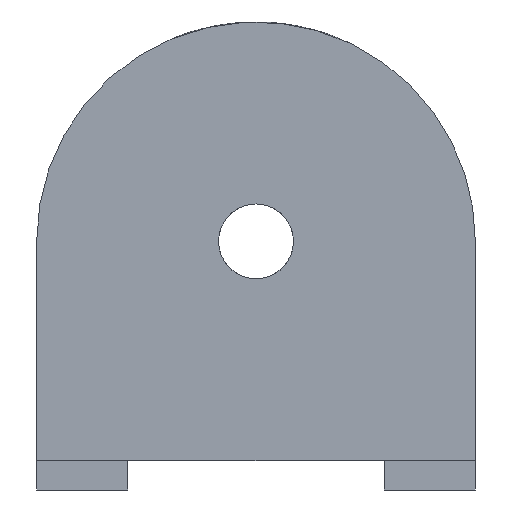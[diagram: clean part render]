
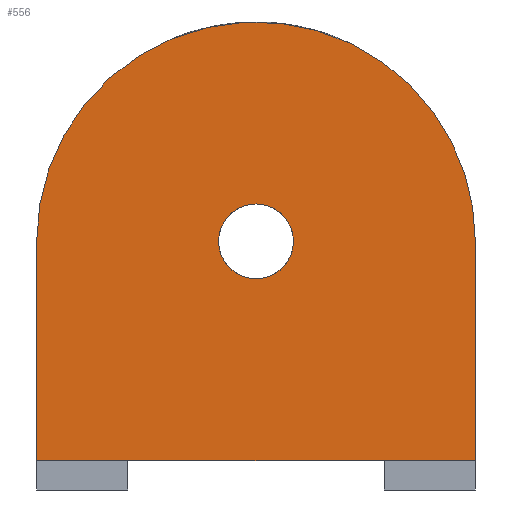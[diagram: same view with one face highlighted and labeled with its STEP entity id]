
A CAD part, left-side view. The second image highlights one B-rep face of the part: STEP entity #556.
In plain terms, the highlighted planar face has unit normal (-1, 0, 0).
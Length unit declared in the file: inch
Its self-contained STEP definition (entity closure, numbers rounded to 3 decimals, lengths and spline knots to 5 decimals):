
#137=CARTESIAN_POINT('',(-0.719,-0.53033,1.28033));
#138=VERTEX_POINT('',#137);
#154=CARTESIAN_POINT('',(-0.719,0.75,0.75));
#155=VERTEX_POINT('',#154);
#162=CARTESIAN_POINT('',(-0.719,0.,0.75));
#163=DIRECTION('',(1.0,0.,0.));
#164=DIRECTION('',(0.,-0.707,0.707));
#165=AXIS2_PLACEMENT_3D('',#162,#163,#164);
#166=CIRCLE('',#165,0.75);
#167=EDGE_CURVE('',#155,#138,#166,.T.);
#239=CARTESIAN_POINT('',(-0.719,0.128,0.75));
#240=VERTEX_POINT('',#239);
#249=CARTESIAN_POINT('',(-0.719,-0.128,0.75));
#250=VERTEX_POINT('',#249);
#251=CARTESIAN_POINT('',(-0.719,0.,0.75));
#252=DIRECTION('',(-1.0,0.0,0.0));
#253=DIRECTION('',(0.0,1.0,0.0));
#254=AXIS2_PLACEMENT_3D('',#251,#252,#253);
#255=CIRCLE('',#254,0.128);
#256=EDGE_CURVE('',#240,#250,#255,.T.);
#507=CARTESIAN_POINT('',(-0.719,0.,0.75));
#508=DIRECTION('',(-1.0,0.0,0.0));
#509=DIRECTION('',(0.0,0.0,1.0));
#510=AXIS2_PLACEMENT_3D('',#507,#508,#509);
#511=PLANE('',#510);
#512=ORIENTED_EDGE('',*,*,#167,.F.);
#513=CARTESIAN_POINT('',(-0.719,0.75,0.));
#514=VERTEX_POINT('',#513);
#515=CARTESIAN_POINT('',(-0.719,0.75,0.));
#516=DIRECTION('',(0.0,0.0,1.0));
#517=VECTOR('',#516,0.75);
#518=LINE('',#515,#517);
#519=EDGE_CURVE('',#514,#155,#518,.T.);
#520=ORIENTED_EDGE('',*,*,#519,.F.);
#521=CARTESIAN_POINT('',(-0.719,-0.75,0.));
#522=VERTEX_POINT('',#521);
#523=CARTESIAN_POINT('',(-0.719,-0.75,0.));
#524=DIRECTION('',(0.0,1.0,0.0));
#525=VECTOR('',#524,1.5);
#526=LINE('',#523,#525);
#527=EDGE_CURVE('',#522,#514,#526,.T.);
#528=ORIENTED_EDGE('',*,*,#527,.F.);
#529=CARTESIAN_POINT('',(-0.719,-0.75,0.75));
#530=VERTEX_POINT('',#529);
#531=CARTESIAN_POINT('',(-0.719,-0.75,0.75));
#532=DIRECTION('',(0.0,0.0,-1.0));
#533=VECTOR('',#532,0.75);
#534=LINE('',#531,#533);
#535=EDGE_CURVE('',#530,#522,#534,.T.);
#536=ORIENTED_EDGE('',*,*,#535,.F.);
#537=CARTESIAN_POINT('',(-0.719,0.,0.75));
#538=DIRECTION('',(1.0,0.,0.));
#539=DIRECTION('',(0.,-0.707,0.707));
#540=AXIS2_PLACEMENT_3D('',#537,#538,#539);
#541=CIRCLE('',#540,0.75);
#542=EDGE_CURVE('',#138,#530,#541,.T.);
#543=ORIENTED_EDGE('',*,*,#542,.F.);
#544=EDGE_LOOP('',(#512,#520,#528,#536,#543));
#545=FACE_OUTER_BOUND('',#544,.T.);
#546=CARTESIAN_POINT('',(-0.719,0.,0.75));
#547=DIRECTION('',(-1.0,0.0,0.0));
#548=DIRECTION('',(0.0,1.0,0.0));
#549=AXIS2_PLACEMENT_3D('',#546,#547,#548);
#550=CIRCLE('',#549,0.128);
#551=EDGE_CURVE('',#250,#240,#550,.T.);
#552=ORIENTED_EDGE('',*,*,#551,.F.);
#553=ORIENTED_EDGE('',*,*,#256,.F.);
#554=EDGE_LOOP('',(#552,#553));
#555=FACE_BOUND('',#554,.T.);
#556=ADVANCED_FACE('',(#545,#555),#511,.T.);
